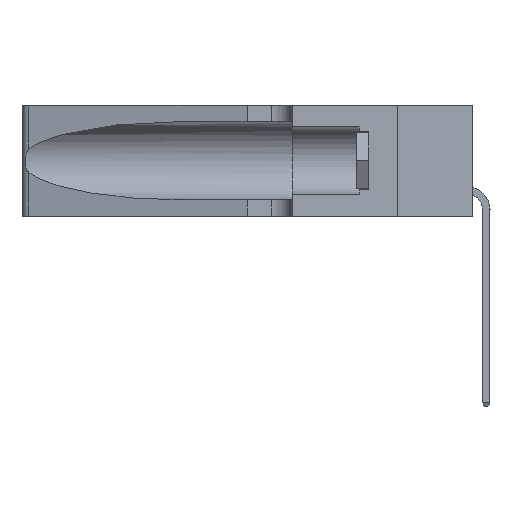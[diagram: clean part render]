
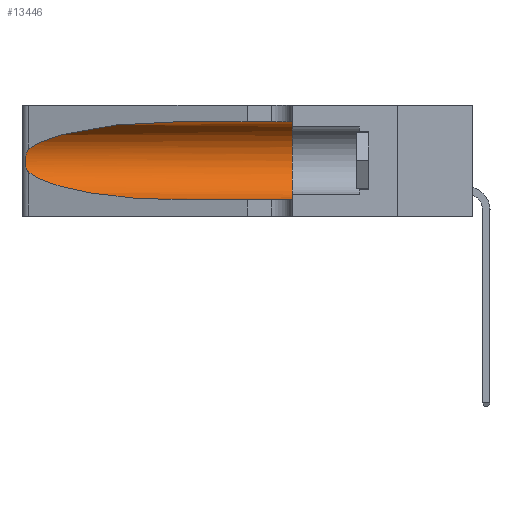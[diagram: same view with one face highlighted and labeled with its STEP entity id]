
A CAD part, left-side view. The second image highlights one B-rep face of the part: STEP entity #13446.
In plain terms, the highlighted cylindrical face has radius 3.308 mm (diameter 6.617 mm), a partial arc.
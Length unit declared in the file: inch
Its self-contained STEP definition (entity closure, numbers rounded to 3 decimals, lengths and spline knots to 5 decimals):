
#6 = CARTESIAN_POINT ( 'NONE',  ( 0.25487, 1.22718, 0.22369 ) ) ;
#362 = FACE_OUTER_BOUND ( 'NONE', #1230, .T. ) ;
#1100 = ORIENTED_EDGE ( 'NONE', *, *, #7481, .T. ) ;
#1230 = EDGE_LOOP ( 'NONE', ( #8460, #21770, #1100, #19474, #2994, #10712 ) ) ;
#1850 = DIRECTION ( 'NONE',  ( 0., 1., 0. ) ) ;
#1865 = AXIS2_PLACEMENT_3D ( 'NONE', #20500, #18601, #18533 ) ;
#2175 = CARTESIAN_POINT ( 'NONE',  ( 0.25856, 1.23593, 0.16098 ) ) ;
#2632 = VERTEX_POINT ( 'NONE', #20060 ) ;
#2994 = ORIENTED_EDGE ( 'NONE', *, *, #17091, .F. ) ;
#3059 = CARTESIAN_POINT ( 'NONE',  ( 0.1305, 0.35, 0.05475 ) ) ;
#3163 = CARTESIAN_POINT ( 'NONE',  ( 0.18966, 0.96281, 0.31525 ) ) ;
#3263 = DIRECTION ( 'NONE',  ( 0., -1., 0. ) ) ;
#3665 = VERTEX_POINT ( 'NONE', #20929 ) ;
#3804 = LINE ( 'NONE', #9863, #19805 ) ;
#3891 = DIRECTION ( 'NONE',  ( 0., -1., 0. ) ) ;
#4086 = CARTESIAN_POINT ( 'NONE',  ( 0.25854, 1.2359, 0.20912 ) ) ;
#5336 = VERTEX_POINT ( 'NONE', #3059 ) ;
#5348 = CARTESIAN_POINT ( 'NONE',  ( 0.25487, 1.22718, 0.14631 ) ) ;
#5716 = VERTEX_POINT ( 'NONE', #15333 ) ;
#5722 = CARTESIAN_POINT ( 'NONE',  ( 0.1305, 0.35, 0.185 ) ) ;
#6052 = CARTESIAN_POINT ( 'NONE',  ( 0.25487, 1.22718, 0.14631 ) ) ;
#6642 = CARTESIAN_POINT ( 'NONE',  ( 0.25487, 1.22718, 0.22369 ) ) ;
#7481 = EDGE_CURVE ( 'NONE', #12691, #5716, #7978, .T. ) ;
#7978 =( BOUNDED_CURVE ( )  B_SPLINE_CURVE ( 3, ( #5348, #11253, #16845, #9181 ),
 .UNSPECIFIED., .F., .F. ) 
 B_SPLINE_CURVE_WITH_KNOTS ( ( 4, 4 ),
 ( 3.44316, 4.71239 ),
 .UNSPECIFIED. ) 
 CURVE ( )  GEOMETRIC_REPRESENTATION_ITEM ( )  RATIONAL_B_SPLINE_CURVE ( ( 1., 0.87, 0.87, 1. ) ) 
 REPRESENTATION_ITEM ( '' )  );
#8460 = ORIENTED_EDGE ( 'NONE', *, *, #24110, .T. ) ;
#8547 = CARTESIAN_POINT ( 'NONE',  ( 0.25487, 1.22718, 0.14631 ) ) ;
#8665 = CIRCLE ( 'NONE', #14204, 0.13025 ) ;
#9181 = CARTESIAN_POINT ( 'NONE',  ( 0.1305, 0.72297, 0.05475 ) ) ;
#9863 = CARTESIAN_POINT ( 'NONE',  ( 0.1305, 1.61858, 0.05475 ) ) ;
#9970 = CARTESIAN_POINT ( 'NONE',  ( 0.26017, 1.23833, 0.17102 ) ) ;
#10490 = CARTESIAN_POINT ( 'NONE',  ( 0.1305, 1.61858, 0.31525 ) ) ;
#10712 = ORIENTED_EDGE ( 'NONE', *, *, #21639, .F. ) ;
#11253 = CARTESIAN_POINT ( 'NONE',  ( 0.2373, 1.15595, 0.08982 ) ) ;
#11814 = CARTESIAN_POINT ( 'NONE',  ( 0.25789, 1.23486, 0.15765 ) ) ;
#11992 = CARTESIAN_POINT ( 'NONE',  ( 0.26075, 1.23896, 0.178 ) ) ;
#12691 = VERTEX_POINT ( 'NONE', #8547 ) ;
#13348 = CARTESIAN_POINT ( 'NONE',  ( 0.25555, 1.22994, 0.2215 ) ) ;
#13446 = ADVANCED_FACE ( 'NONE', ( #362 ), #14375, .F. ) ;
#13587 = CARTESIAN_POINT ( 'NONE',  ( 0.25787, 1.23484, 0.2124 ) ) ;
#13657 =( BOUNDED_CURVE ( )  B_SPLINE_CURVE ( 3, ( #23976, #3163, #18026, #6642 ),
 .UNSPECIFIED., .F., .T. ) 
 B_SPLINE_CURVE_WITH_KNOTS ( ( 4, 4 ),
 ( 1.5708, 2.84003 ),
 .UNSPECIFIED. ) 
 CURVE ( )  GEOMETRIC_REPRESENTATION_ITEM ( )  RATIONAL_B_SPLINE_CURVE ( ( 1., 0.87, 0.87, 1. ) ) 
 REPRESENTATION_ITEM ( '' )  );
#13925 = CARTESIAN_POINT ( 'NONE',  ( 0.26075, 1.23896, 0.19203 ) ) ;
#14204 = AXIS2_PLACEMENT_3D ( 'NONE', #5722, #1850, #15171 ) ;
#14375 = CYLINDRICAL_SURFACE ( 'NONE', #1865, 0.13025 ) ;
#15171 = DIRECTION ( 'NONE',  ( 0., 0., 1. ) ) ;
#15333 = CARTESIAN_POINT ( 'NONE',  ( 0.1305, 0.72297, 0.05475 ) ) ;
#15822 = CARTESIAN_POINT ( 'NONE',  ( 0.25555, 1.22993, 0.14849 ) ) ;
#16264 = CARTESIAN_POINT ( 'NONE',  ( 0.25487, 1.22718, 0.22369 ) ) ;
#16845 = CARTESIAN_POINT ( 'NONE',  ( 0.18966, 0.96281, 0.05475 ) ) ;
#16856 = VERTEX_POINT ( 'NONE', #16264 ) ;
#17091 = EDGE_CURVE ( 'NONE', #3665, #5336, #8665, .T. ) ;
#18026 = CARTESIAN_POINT ( 'NONE',  ( 0.2373, 1.15595, 0.28018 ) ) ;
#18533 = DIRECTION ( 'NONE',  ( 0., 0., -1. ) ) ;
#18601 = DIRECTION ( 'NONE',  ( 0., -1., 0. ) ) ;
#18837 = VECTOR ( 'NONE', #3263, 39.37008 ) ;
#19474 = ORIENTED_EDGE ( 'NONE', *, *, #20129, .T. ) ;
#19805 = VECTOR ( 'NONE', #3891, 39.37008 ) ;
#20060 = CARTESIAN_POINT ( 'NONE',  ( 0.1305, 0.72297, 0.31525 ) ) ;
#20129 = EDGE_CURVE ( 'NONE', #5716, #5336, #3804, .T. ) ;
#20500 = CARTESIAN_POINT ( 'NONE',  ( 0.1305, 1.61858, 0.185 ) ) ;
#20929 = CARTESIAN_POINT ( 'NONE',  ( 0.1305, 0.35, 0.31525 ) ) ;
#21161 = CARTESIAN_POINT ( 'NONE',  ( 0.25639, 1.23186, 0.15144 ) ) ;
#21639 = EDGE_CURVE ( 'NONE', #2632, #3665, #24462, .T. ) ;
#21770 = ORIENTED_EDGE ( 'NONE', *, *, #21892, .T. ) ;
#21892 = EDGE_CURVE ( 'NONE', #16856, #12691, #23795, .T. ) ;
#22829 = CARTESIAN_POINT ( 'NONE',  ( 0.25639, 1.23184, 0.21858 ) ) ;
#23158 = CARTESIAN_POINT ( 'NONE',  ( 0.26018, 1.23835, 0.19895 ) ) ;
#23795 = B_SPLINE_CURVE_WITH_KNOTS ( 'NONE', 3,
 ( #6, #13348, #22829, #13587, #4086, #23158, #13925, #11992, #9970, #2175, #11814, #21161, #15822, #6052 ),
 .UNSPECIFIED., .F., .F.,
 ( 4, 2, 2, 2, 2, 2, 4 ),
 ( 0., 0.00027, 0.00053, 0.00107, 0.0016, 0.00187, 0.00214 ),
 .UNSPECIFIED. ) ;
#23976 = CARTESIAN_POINT ( 'NONE',  ( 0.1305, 0.72297, 0.31525 ) ) ;
#24110 = EDGE_CURVE ( 'NONE', #2632, #16856, #13657, .T. ) ;
#24462 = LINE ( 'NONE', #10490, #18837 ) ;
